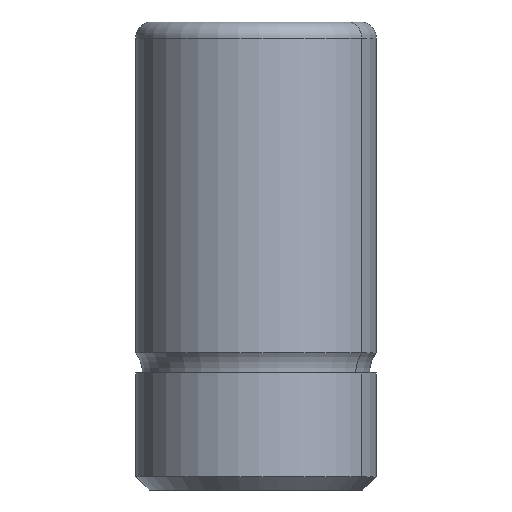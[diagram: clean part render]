
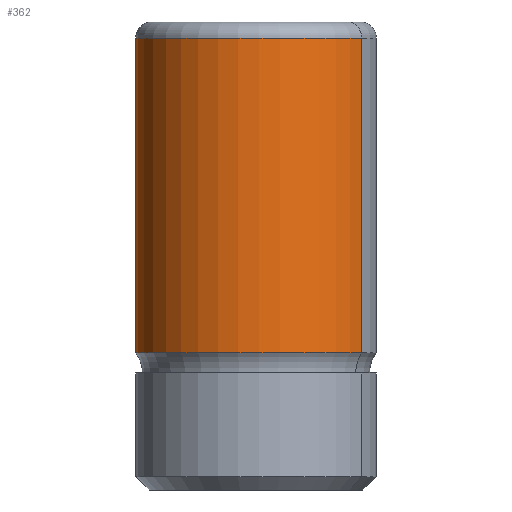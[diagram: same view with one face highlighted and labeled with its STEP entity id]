
A CAD part, front view. The second image highlights one B-rep face of the part: STEP entity #362.
In plain terms, the highlighted cylindrical face has radius 18 mm (diameter 36 mm), a partial arc.
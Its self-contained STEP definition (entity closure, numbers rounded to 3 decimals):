
#168=CARTESIAN_POINT('Axis2P3D Location',(0.,0.,17.5)) ;
#291=CARTESIAN_POINT('Vertex',(-15.796,8.63,3.)) ;
#298=CARTESIAN_POINT('Vertex',(15.796,-8.63,3.)) ;
#313=CARTESIAN_POINT('Axis2P3D Location',(0.,0.,3.)) ;
#325=CARTESIAN_POINT('Line Origine',(-15.796,8.63,17.3)) ;
#329=CARTESIAN_POINT('Vertex',(-15.796,8.63,50.1)) ;
#336=CARTESIAN_POINT('Vertex',(15.796,-8.63,50.1)) ;
#339=CARTESIAN_POINT('Line Origine',(15.796,-8.63,17.3)) ;
#351=CARTESIAN_POINT('Axis2P3D Location',(0.,0.,50.1)) ;
#169=DIRECTION('Axis2P3D Direction',(0.,0.,-1.)) ;
#170=DIRECTION('Axis2P3D XDirection',(-0.878,0.479,-0.)) ;
#314=DIRECTION('Axis2P3D Direction',(0.,0.,-1.)) ;
#326=DIRECTION('Vector Direction',(0.,0.,-1.)) ;
#340=DIRECTION('Vector Direction',(0.,0.,-1.)) ;
#352=DIRECTION('Axis2P3D Direction',(0.,0.,-1.)) ;
#171=AXIS2_PLACEMENT_3D('Cylinder Axis2P3D',#168,#169,#170) ;
#315=AXIS2_PLACEMENT_3D('Circle Axis2P3D',#313,#314,$) ;
#353=AXIS2_PLACEMENT_3D('Circle Axis2P3D',#351,#352,$) ;
#357=ORIENTED_EDGE('',*,*,#317,.F.) ;
#358=ORIENTED_EDGE('',*,*,#343,.T.) ;
#359=ORIENTED_EDGE('',*,*,#355,.T.) ;
#360=ORIENTED_EDGE('',*,*,#331,.F.) ;
#327=VECTOR('Line Direction',#326,1.) ;
#341=VECTOR('Line Direction',#340,1.) ;
#362=ADVANCED_FACE('PartBody',(#361),#172,.T.) ;
#316=CIRCLE('generated circle',#315,18.) ;
#354=CIRCLE('generated circle',#353,18.) ;
#172=CYLINDRICAL_SURFACE('generated cylinder',#171,18.) ;
#317=EDGE_CURVE('',#299,#292,#316,.T.) ;
#331=EDGE_CURVE('',#292,#330,#328,.F.) ;
#343=EDGE_CURVE('',#299,#337,#342,.F.) ;
#355=EDGE_CURVE('',#337,#330,#354,.T.) ;
#356=EDGE_LOOP('',(#357,#358,#359,#360)) ;
#361=FACE_OUTER_BOUND('',#356,.T.) ;
#328=LINE('Line',#325,#327) ;
#342=LINE('Line',#339,#341) ;
#292=VERTEX_POINT('',#291) ;
#299=VERTEX_POINT('',#298) ;
#330=VERTEX_POINT('',#329) ;
#337=VERTEX_POINT('',#336) ;
